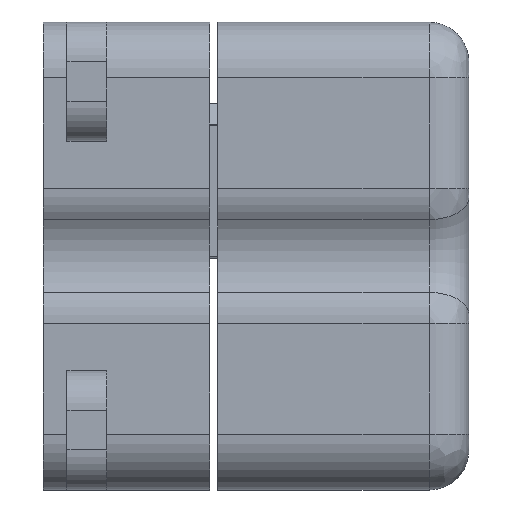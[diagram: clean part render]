
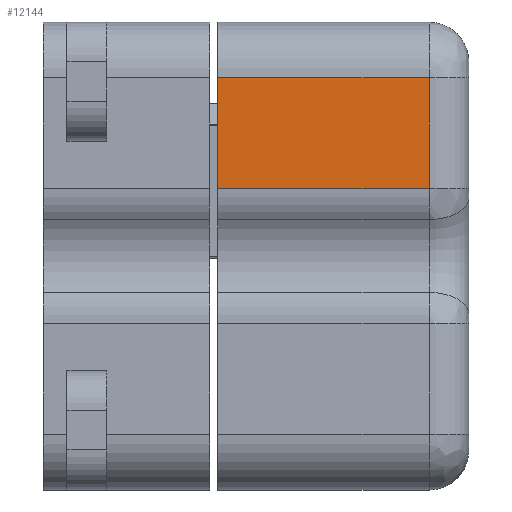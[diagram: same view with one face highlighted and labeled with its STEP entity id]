
A CAD part, top view. The second image highlights one B-rep face of the part: STEP entity #12144.
In plain terms, the highlighted planar face has unit normal (0, 0, 1).
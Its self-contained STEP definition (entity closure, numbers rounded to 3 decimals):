
#1871=FACE_OUTER_BOUND('',#2588,.T.);
#2588=EDGE_LOOP('',(#11066,#11067,#11068,#11069));
#3598=LINE('',#23178,#4616);
#3602=LINE('',#23200,#4620);
#3603=LINE('',#23202,#4621);
#3604=LINE('',#23203,#4622);
#4616=VECTOR('',#14832,10.);
#4620=VECTOR('',#14852,10.);
#4621=VECTOR('',#14853,10.);
#4622=VECTOR('',#14854,10.);
#5801=VERTEX_POINT('',#23175);
#5802=VERTEX_POINT('',#23177);
#5812=VERTEX_POINT('',#23199);
#5813=VERTEX_POINT('',#23201);
#7563=EDGE_CURVE('',#5801,#5802,#3598,.T.);
#7574=EDGE_CURVE('',#5801,#5812,#3602,.T.);
#7575=EDGE_CURVE('',#5813,#5812,#3603,.T.);
#7576=EDGE_CURVE('',#5802,#5813,#3604,.T.);
#11066=ORIENTED_EDGE('',*,*,#7574,.T.);
#11067=ORIENTED_EDGE('',*,*,#7575,.F.);
#11068=ORIENTED_EDGE('',*,*,#7576,.F.);
#11069=ORIENTED_EDGE('',*,*,#7563,.F.);
#11516=PLANE('',#12734);
#12144=ADVANCED_FACE('',(#1871),#11516,.T.);
#12734=AXIS2_PLACEMENT_3D('',#23198,#14850,#14851);
#14832=DIRECTION('',(0.,1.,0.));
#14850=DIRECTION('center_axis',(0.,0.,1.));
#14851=DIRECTION('ref_axis',(0.,-1.,0.));
#14852=DIRECTION('',(1.,0.,0.));
#14853=DIRECTION('',(0.,-1.,0.));
#14854=DIRECTION('',(1.,0.,0.));
#23175=CARTESIAN_POINT('',(22.,38.509,0.));
#23177=CARTESIAN_POINT('',(22.,52.5,0.));
#23178=CARTESIAN_POINT('',(22.,38.509,0.));
#23198=CARTESIAN_POINT('Origin',(21.,59.5,0.));
#23199=CARTESIAN_POINT('',(48.7,38.509,0.));
#23200=CARTESIAN_POINT('',(21.,38.509,0.));
#23201=CARTESIAN_POINT('',(48.7,52.5,0.));
#23202=CARTESIAN_POINT('',(48.7,44.75,0.));
#23203=CARTESIAN_POINT('',(21.,52.5,0.));
